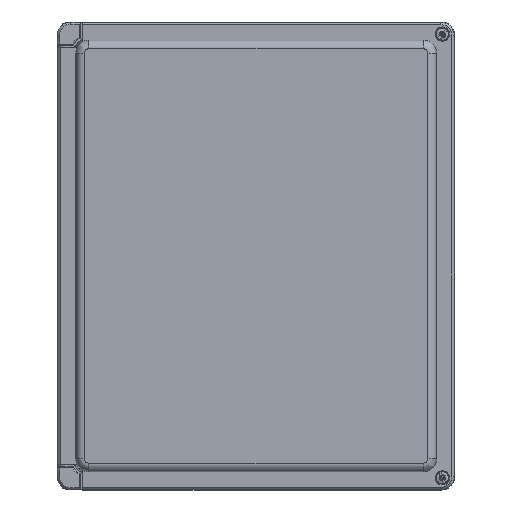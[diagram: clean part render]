
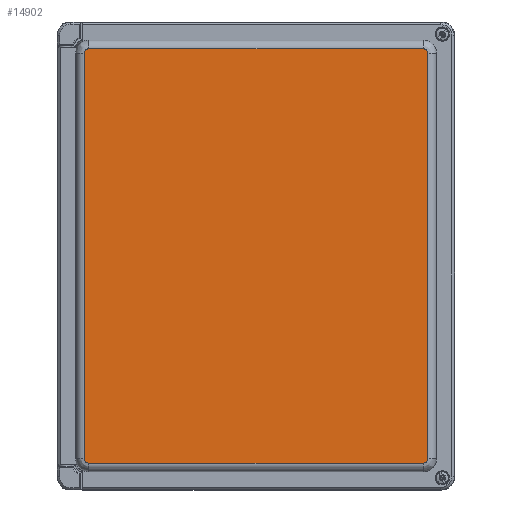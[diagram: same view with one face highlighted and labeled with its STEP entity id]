
A CAD part, top view. The second image highlights one B-rep face of the part: STEP entity #14902.
In plain terms, the highlighted planar face has unit normal (0, 0, 1).
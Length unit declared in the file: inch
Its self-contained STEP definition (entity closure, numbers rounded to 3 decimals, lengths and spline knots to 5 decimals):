
#929=PLANE($,#16534);
#1824=LINE($,#29984,#2922);
#1826=LINE($,#30019,#2924);
#1828=LINE($,#30023,#2926);
#1829=LINE($,#30054,#2927);
#2922=VECTOR($,#20480,9.45704);
#2924=VECTOR($,#20500,11.45704);
#2926=VECTOR($,#20504,11.45704);
#2927=VECTOR($,#20521,9.45704);
#4151=FACE_OUTER_BOUND($,#5152,.T.);
#5152=EDGE_LOOP($,(#12899,#12900,#12901,#12902,#12903,#12904,#12905,#12906));
#6056=CIRCLE($,#16518,0.12012);
#6058=CIRCLE($,#16520,0.12012);
#6064=CIRCLE($,#16528,0.12012);
#6066=CIRCLE($,#16530,0.12012);
#7307=VERTEX_POINT($,#29981);
#7308=VERTEX_POINT($,#29983);
#7311=VERTEX_POINT($,#29998);
#7312=VERTEX_POINT($,#30011);
#7314=VERTEX_POINT($,#30017);
#7315=VERTEX_POINT($,#30022);
#7317=VERTEX_POINT($,#30035);
#7318=VERTEX_POINT($,#30048);
#9239=EDGE_CURVE($,#7307,#7308,#1824,.T.);
#9243=EDGE_CURVE($,#7311,#7307,#6056,.T.);
#9245=EDGE_CURVE($,#7308,#7312,#6058,.T.);
#9249=EDGE_CURVE($,#7314,#7311,#1826,.T.);
#9251=EDGE_CURVE($,#7312,#7315,#1828,.T.);
#9254=EDGE_CURVE($,#7317,#7314,#6064,.T.);
#9256=EDGE_CURVE($,#7315,#7318,#6066,.T.);
#9259=EDGE_CURVE($,#7318,#7317,#1829,.T.);
#12899=ORIENTED_EDGE($,*,*,#9239,.F.);
#12900=ORIENTED_EDGE($,*,*,#9243,.F.);
#12901=ORIENTED_EDGE($,*,*,#9249,.F.);
#12902=ORIENTED_EDGE($,*,*,#9254,.F.);
#12903=ORIENTED_EDGE($,*,*,#9259,.F.);
#12904=ORIENTED_EDGE($,*,*,#9256,.F.);
#12905=ORIENTED_EDGE($,*,*,#9251,.F.);
#12906=ORIENTED_EDGE($,*,*,#9245,.F.);
#14902=ADVANCED_FACE($,(#4151),#929,.T.);
#16518=AXIS2_PLACEMENT_3D($,#30000,#20486,#20487);
#16520=AXIS2_PLACEMENT_3D($,#30012,#20490,#20491);
#16528=AXIS2_PLACEMENT_3D($,#30037,#20509,#20510);
#16530=AXIS2_PLACEMENT_3D($,#30049,#20513,#20514);
#16534=AXIS2_PLACEMENT_3D($,#30056,#20523,#20524);
#20480=DIRECTION($,(-1.,0.,0.));
#20486=DIRECTION('center_axis',(0.,0.,-1.));
#20487=DIRECTION('ref_axis',(0.707,-0.707,0.));
#20490=DIRECTION('center_axis',(0.,0.,-1.));
#20491=DIRECTION('ref_axis',(-0.707,-0.707,0.));
#20500=DIRECTION($,(0.,-1.,0.));
#20504=DIRECTION($,(0.,1.,0.));
#20509=DIRECTION('center_axis',(0.,0.,-1.));
#20510=DIRECTION('ref_axis',(0.707,0.707,0.));
#20513=DIRECTION('center_axis',(0.,0.,-1.));
#20514=DIRECTION('ref_axis',(-0.707,0.707,0.));
#20521=DIRECTION($,(1.,0.,0.));
#20523=DIRECTION('center_axis',(0.,0.,1.));
#20524=DIRECTION('ref_axis',(1.,0.,0.));
#29981=CARTESIAN_POINT('',(4.72852,-5.84863,1.));
#29983=CARTESIAN_POINT('',(-4.72852,-5.84863,1.));
#29984=CARTESIAN_POINT($,(4.72852,-5.84863,1.));
#29998=CARTESIAN_POINT('',(4.84863,-5.72852,1.));
#30000=CARTESIAN_POINT('Origin',(4.72852,-5.72852,1.));
#30011=CARTESIAN_POINT('',(-4.84863,-5.72852,1.));
#30012=CARTESIAN_POINT('Origin',(-4.72852,-5.72852,1.));
#30017=CARTESIAN_POINT('',(4.84863,5.72852,1.));
#30019=CARTESIAN_POINT($,(4.84863,5.72852,1.));
#30022=CARTESIAN_POINT('',(-4.84863,5.72852,1.));
#30023=CARTESIAN_POINT($,(-4.84863,-5.72852,1.));
#30035=CARTESIAN_POINT('',(4.72852,5.84863,1.));
#30037=CARTESIAN_POINT('Origin',(4.72852,5.72852,1.));
#30048=CARTESIAN_POINT('',(-4.72852,5.84863,1.));
#30049=CARTESIAN_POINT('Origin',(-4.72852,5.72852,1.));
#30054=CARTESIAN_POINT($,(-4.72852,5.84863,1.));
#30056=CARTESIAN_POINT('Origin',(0.,0.,1.));
